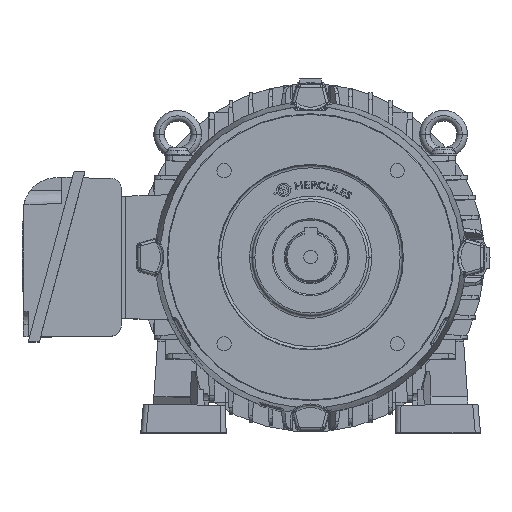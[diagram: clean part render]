
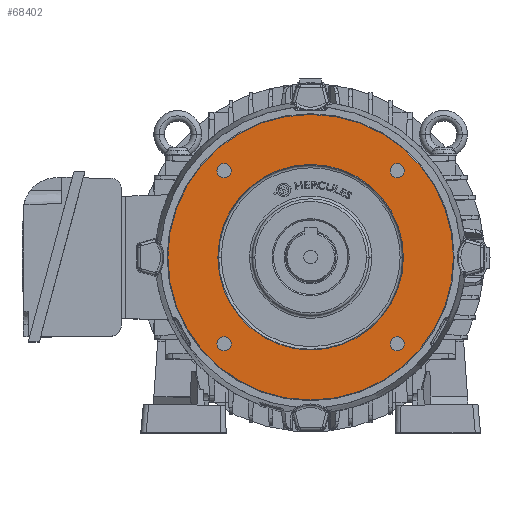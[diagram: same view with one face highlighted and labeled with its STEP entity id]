
A CAD part, top view. The second image highlights one B-rep face of the part: STEP entity #68402.
In plain terms, the highlighted planar face has unit normal (0, 0, 1).
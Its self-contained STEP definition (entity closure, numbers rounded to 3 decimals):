
#189 = DIRECTION ( 'NONE',  ( 0., 0., -1. ) ) ;
#552 = CARTESIAN_POINT ( 'NONE',  ( -65.125, -65.125, 62.5 ) ) ;
#3928 = ORIENTED_EDGE ( 'NONE', *, *, #44451, .T. ) ;
#4077 = CARTESIAN_POINT ( 'NONE',  ( 0., 0., 62.5 ) ) ;
#4620 = EDGE_CURVE ( 'NONE', #58246, #4916, #42850, .T. ) ;
#4916 = VERTEX_POINT ( 'NONE', #15920 ) ;
#5252 = DIRECTION ( 'NONE',  ( 0., 0., -1. ) ) ;
#6495 = DIRECTION ( 'NONE',  ( 0., 0., 1. ) ) ;
#6722 = AXIS2_PLACEMENT_3D ( 'NONE', #50797, #32897, #32107 ) ;
#7510 = VERTEX_POINT ( 'NONE', #70293 ) ;
#8100 = VERTEX_POINT ( 'NONE', #69864 ) ;
#8647 = ORIENTED_EDGE ( 'NONE', *, *, #56014, .T. ) ;
#10350 = VERTEX_POINT ( 'NONE', #75548 ) ;
#10687 = EDGE_LOOP ( 'NONE', ( #45633, #74458 ) ) ;
#11730 = DIRECTION ( 'NONE',  ( -1., 0., 0. ) ) ;
#12471 = EDGE_LOOP ( 'NONE', ( #69808, #24149 ) ) ;
#12538 = VERTEX_POINT ( 'NONE', #78835 ) ;
#12901 = DIRECTION ( 'NONE',  ( 0., 0., -1. ) ) ;
#13114 = CARTESIAN_POINT ( 'NONE',  ( 65.125, 65.125, 62.5 ) ) ;
#14752 = VERTEX_POINT ( 'NONE', #24647 ) ;
#15175 = EDGE_CURVE ( 'NONE', #8100, #45659, #53857, .T. ) ;
#15920 = CARTESIAN_POINT ( 'NONE',  ( 69.781, 0., 62.5 ) ) ;
#16173 = CARTESIAN_POINT ( 'NONE',  ( 65.125, 65.125, 62.5 ) ) ;
#16616 = VERTEX_POINT ( 'NONE', #77317 ) ;
#18586 = CARTESIAN_POINT ( 'NONE',  ( 0., 0., 62.5 ) ) ;
#19194 = AXIS2_PLACEMENT_3D ( 'NONE', #18586, #189, #48086 ) ;
#19474 = FACE_BOUND ( 'NONE', #73558, .T. ) ;
#20277 = DIRECTION ( 'NONE',  ( 0., 0., -1. ) ) ;
#21025 = ORIENTED_EDGE ( 'NONE', *, *, #49104, .T. ) ;
#21047 = EDGE_CURVE ( 'NONE', #78186, #12538, #50561, .T. ) ;
#24142 = DIRECTION ( 'NONE',  ( -1., 0., 0. ) ) ;
#24149 = ORIENTED_EDGE ( 'NONE', *, *, #35393, .T. ) ;
#24647 = CARTESIAN_POINT ( 'NONE',  ( 59.766, 65.125, 62.5 ) ) ;
#24868 = AXIS2_PLACEMENT_3D ( 'NONE', #47065, #53390, #27952 ) ;
#27952 = DIRECTION ( 'NONE',  ( -1., 0., 0. ) ) ;
#28165 = AXIS2_PLACEMENT_3D ( 'NONE', #16173, #64758, #75890 ) ;
#28454 = DIRECTION ( 'NONE',  ( -1., 0., 0. ) ) ;
#28998 = DIRECTION ( 'NONE',  ( 0., 0., -1. ) ) ;
#29396 = CIRCLE ( 'NONE', #28165, 5.358 ) ;
#29516 = EDGE_CURVE ( 'NONE', #14752, #7510, #29396, .T. ) ;
#29944 = CARTESIAN_POINT ( 'NONE',  ( -59.766, 65.125, 62.5 ) ) ;
#32030 = CARTESIAN_POINT ( 'NONE',  ( -107.45, 0., 62.5 ) ) ;
#32107 = DIRECTION ( 'NONE',  ( -1., 0., 0. ) ) ;
#32897 = DIRECTION ( 'NONE',  ( 0., 0., -1. ) ) ;
#34325 = VERTEX_POINT ( 'NONE', #32030 ) ;
#35393 = EDGE_CURVE ( 'NONE', #47318, #10350, #46284, .T. ) ;
#35645 = DIRECTION ( 'NONE',  ( -1., 0., 0. ) ) ;
#36004 = DIRECTION ( 'NONE',  ( -1., 0., 0. ) ) ;
#36157 = AXIS2_PLACEMENT_3D ( 'NONE', #42082, #6495, #54356 ) ;
#36799 = CIRCLE ( 'NONE', #49517, 107.45 ) ;
#37706 = ORIENTED_EDGE ( 'NONE', *, *, #4620, .T. ) ;
#37719 = EDGE_LOOP ( 'NONE', ( #21025, #37706 ) ) ;
#38679 = ORIENTED_EDGE ( 'NONE', *, *, #75386, .T. ) ;
#39386 = ORIENTED_EDGE ( 'NONE', *, *, #64733, .T. ) ;
#39853 = EDGE_CURVE ( 'NONE', #10350, #47318, #46495, .T. ) ;
#39908 = AXIS2_PLACEMENT_3D ( 'NONE', #67130, #12901, #11730 ) ;
#40819 = DIRECTION ( 'NONE',  ( 0., 0., -1. ) ) ;
#40854 = DIRECTION ( 'NONE',  ( 0., 0., 1. ) ) ;
#42082 = CARTESIAN_POINT ( 'NONE',  ( 0., 0., 62.5 ) ) ;
#42850 = CIRCLE ( 'NONE', #52970, 69.781 ) ;
#43499 = ORIENTED_EDGE ( 'NONE', *, *, #29516, .T. ) ;
#43821 = FACE_BOUND ( 'NONE', #10687, .T. ) ;
#43919 = CIRCLE ( 'NONE', #50236, 5.358 ) ;
#44214 = FACE_BOUND ( 'NONE', #12471, .T. ) ;
#44247 = AXIS2_PLACEMENT_3D ( 'NONE', #552, #55565, #24142 ) ;
#44451 = EDGE_CURVE ( 'NONE', #16616, #34325, #36799, .T. ) ;
#44600 = PLANE ( 'NONE',  #51174 ) ;
#45444 = EDGE_LOOP ( 'NONE', ( #8647, #3928 ) ) ;
#45633 = ORIENTED_EDGE ( 'NONE', *, *, #15175, .T. ) ;
#45659 = VERTEX_POINT ( 'NONE', #29944 ) ;
#45870 = EDGE_CURVE ( 'NONE', #45659, #8100, #52175, .T. ) ;
#46284 = CIRCLE ( 'NONE', #39908, 5.358 ) ;
#46495 = CIRCLE ( 'NONE', #24868, 5.358 ) ;
#47065 = CARTESIAN_POINT ( 'NONE',  ( 65.125, -65.125, 62.5 ) ) ;
#47318 = VERTEX_POINT ( 'NONE', #61422 ) ;
#48086 = DIRECTION ( 'NONE',  ( -1., 0., 0. ) ) ;
#48423 = CARTESIAN_POINT ( 'NONE',  ( -69.781, 0., 62.5 ) ) ;
#49104 = EDGE_CURVE ( 'NONE', #4916, #58246, #49735, .T. ) ;
#49517 = AXIS2_PLACEMENT_3D ( 'NONE', #71096, #40854, #35645 ) ;
#49735 = CIRCLE ( 'NONE', #19194, 69.781 ) ;
#50236 = AXIS2_PLACEMENT_3D ( 'NONE', #13114, #20277, #50550 ) ;
#50550 = DIRECTION ( 'NONE',  ( -1., 0., 0. ) ) ;
#50561 = CIRCLE ( 'NONE', #44247, 5.358 ) ;
#50797 = CARTESIAN_POINT ( 'NONE',  ( -65.125, 65.125, 62.5 ) ) ;
#51174 = AXIS2_PLACEMENT_3D ( 'NONE', #64454, #28998, #76780 ) ;
#52175 = CIRCLE ( 'NONE', #66184, 5.358 ) ;
#52661 = CIRCLE ( 'NONE', #36157, 107.45 ) ;
#52970 = AXIS2_PLACEMENT_3D ( 'NONE', #4077, #40819, #28454 ) ;
#53390 = DIRECTION ( 'NONE',  ( 0., 0., -1. ) ) ;
#53857 = CIRCLE ( 'NONE', #6722, 5.358 ) ;
#54332 = DIRECTION ( 'NONE',  ( -1., 0., 0. ) ) ;
#54356 = DIRECTION ( 'NONE',  ( -1., 0., 0. ) ) ;
#55565 = DIRECTION ( 'NONE',  ( 0., 0., -1. ) ) ;
#56014 = EDGE_CURVE ( 'NONE', #34325, #16616, #52661, .T. ) ;
#57219 = AXIS2_PLACEMENT_3D ( 'NONE', #77029, #5252, #36004 ) ;
#58246 = VERTEX_POINT ( 'NONE', #48423 ) ;
#58378 = CARTESIAN_POINT ( 'NONE',  ( -59.766, -65.125, 62.5 ) ) ;
#60335 = DIRECTION ( 'NONE',  ( 0., 0., -1. ) ) ;
#61422 = CARTESIAN_POINT ( 'NONE',  ( 70.483, -65.125, 62.5 ) ) ;
#63847 = EDGE_LOOP ( 'NONE', ( #39386, #72959 ) ) ;
#64454 = CARTESIAN_POINT ( 'NONE',  ( 0., 107.95, 62.5 ) ) ;
#64733 = EDGE_CURVE ( 'NONE', #12538, #78186, #75008, .T. ) ;
#64758 = DIRECTION ( 'NONE',  ( 0., 0., -1. ) ) ;
#66184 = AXIS2_PLACEMENT_3D ( 'NONE', #72686, #60335, #54332 ) ;
#67130 = CARTESIAN_POINT ( 'NONE',  ( 65.125, -65.125, 62.5 ) ) ;
#68084 = FACE_BOUND ( 'NONE', #63847, .T. ) ;
#68402 = ADVANCED_FACE ( 'NONE', ( #74432, #19474, #43821, #68084, #44214, #68471 ), #44600, .F. ) ;
#68471 = FACE_BOUND ( 'NONE', #37719, .T. ) ;
#69808 = ORIENTED_EDGE ( 'NONE', *, *, #39853, .T. ) ;
#69864 = CARTESIAN_POINT ( 'NONE',  ( -70.483, 65.125, 62.5 ) ) ;
#70293 = CARTESIAN_POINT ( 'NONE',  ( 70.483, 65.125, 62.5 ) ) ;
#71096 = CARTESIAN_POINT ( 'NONE',  ( 0., 0., 62.5 ) ) ;
#72686 = CARTESIAN_POINT ( 'NONE',  ( -65.125, 65.125, 62.5 ) ) ;
#72959 = ORIENTED_EDGE ( 'NONE', *, *, #21047, .T. ) ;
#73558 = EDGE_LOOP ( 'NONE', ( #43499, #38679 ) ) ;
#74432 = FACE_OUTER_BOUND ( 'NONE', #45444, .T. ) ;
#74458 = ORIENTED_EDGE ( 'NONE', *, *, #45870, .T. ) ;
#75008 = CIRCLE ( 'NONE', #57219, 5.358 ) ;
#75386 = EDGE_CURVE ( 'NONE', #7510, #14752, #43919, .T. ) ;
#75548 = CARTESIAN_POINT ( 'NONE',  ( 59.766, -65.125, 62.5 ) ) ;
#75890 = DIRECTION ( 'NONE',  ( -1., 0., 0. ) ) ;
#76780 = DIRECTION ( 'NONE',  ( -1., 0., 0. ) ) ;
#77029 = CARTESIAN_POINT ( 'NONE',  ( -65.125, -65.125, 62.5 ) ) ;
#77317 = CARTESIAN_POINT ( 'NONE',  ( 107.45, 0., 62.5 ) ) ;
#78186 = VERTEX_POINT ( 'NONE', #58378 ) ;
#78835 = CARTESIAN_POINT ( 'NONE',  ( -70.483, -65.125, 62.5 ) ) ;
